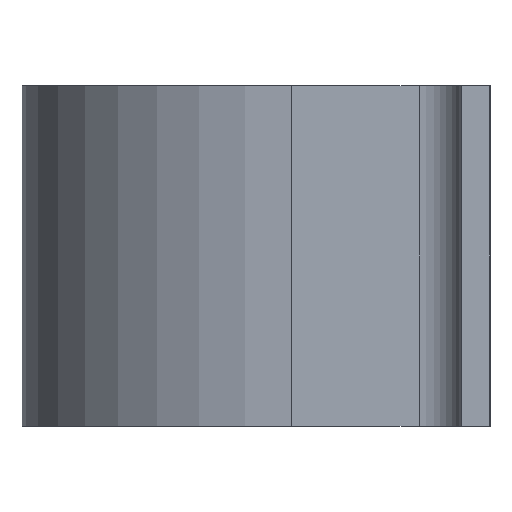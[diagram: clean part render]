
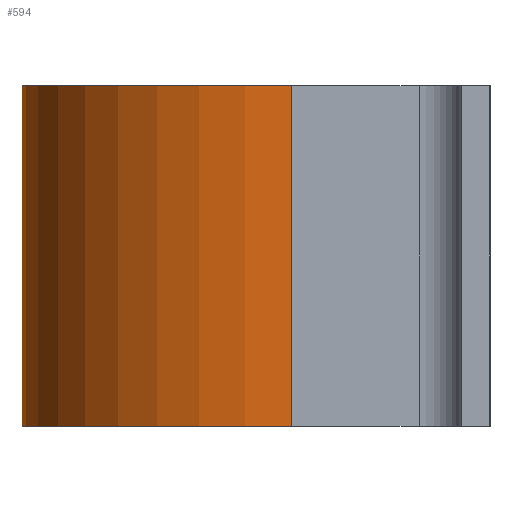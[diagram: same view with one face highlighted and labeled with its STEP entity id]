
A CAD part, left-side view. The second image highlights one B-rep face of the part: STEP entity #594.
In plain terms, the highlighted cylindrical face has radius 9.5 mm (diameter 19 mm), a partial arc.
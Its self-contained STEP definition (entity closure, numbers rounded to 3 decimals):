
#16 = CARTESIAN_POINT ( 'NONE',  ( -9.5, 7., 6. ) ) ;
#22 = CARTESIAN_POINT ( 'NONE',  ( 9.5, 7., 6. ) ) ;
#31 = VERTEX_POINT ( 'NONE', #491 ) ;
#58 = DIRECTION ( 'NONE',  ( 0., 0., -1. ) ) ;
#216 = ORIENTED_EDGE ( 'NONE', *, *, #394, .T. ) ;
#239 = CARTESIAN_POINT ( 'NONE',  ( 0., 7., -6. ) ) ;
#240 = VERTEX_POINT ( 'NONE', #266 ) ;
#253 = DIRECTION ( 'NONE',  ( 0., 0., -1. ) ) ;
#259 = CIRCLE ( 'NONE', #777, 9.5 ) ;
#266 = CARTESIAN_POINT ( 'NONE',  ( -9.5, 7., -6. ) ) ;
#279 = VERTEX_POINT ( 'NONE', #943 ) ;
#284 = CIRCLE ( 'NONE', #675, 9.5 ) ;
#306 = CARTESIAN_POINT ( 'NONE',  ( 0., 7., 6. ) ) ;
#323 = EDGE_CURVE ( 'NONE', #240, #753, #284, .T. ) ;
#326 = DIRECTION ( 'NONE',  ( -1., 0., 0. ) ) ;
#394 = EDGE_CURVE ( 'NONE', #279, #31, #259, .T. ) ;
#422 = CARTESIAN_POINT ( 'NONE',  ( 9.5, 7., -6. ) ) ;
#436 = CYLINDRICAL_SURFACE ( 'NONE', #638, 9.5 ) ;
#437 = VECTOR ( 'NONE', #620, 1000. ) ;
#456 = VECTOR ( 'NONE', #58, 1000. ) ;
#483 = LINE ( 'NONE', #22, #456 ) ;
#491 = CARTESIAN_POINT ( 'NONE',  ( 9.5, 7., 6. ) ) ;
#516 = EDGE_LOOP ( 'NONE', ( #567, #1063, #216, #912 ) ) ;
#535 = EDGE_CURVE ( 'NONE', #31, #753, #483, .T. ) ;
#567 = ORIENTED_EDGE ( 'NONE', *, *, #323, .F. ) ;
#594 = ADVANCED_FACE ( 'NONE', ( #863 ), #436, .T. ) ;
#620 = DIRECTION ( 'NONE',  ( 0., 0., -1. ) ) ;
#621 = DIRECTION ( 'NONE',  ( 0., 0., -1. ) ) ;
#638 = AXIS2_PLACEMENT_3D ( 'NONE', #940, #253, #326 ) ;
#645 = DIRECTION ( 'NONE',  ( 1., 0., 0. ) ) ;
#654 = LINE ( 'NONE', #16, #437 ) ;
#675 = AXIS2_PLACEMENT_3D ( 'NONE', #239, #621, #872 ) ;
#740 = DIRECTION ( 'NONE',  ( 0., 0., -1. ) ) ;
#753 = VERTEX_POINT ( 'NONE', #422 ) ;
#777 = AXIS2_PLACEMENT_3D ( 'NONE', #306, #740, #645 ) ;
#863 = FACE_OUTER_BOUND ( 'NONE', #516, .T. ) ;
#872 = DIRECTION ( 'NONE',  ( 1., 0., 0. ) ) ;
#912 = ORIENTED_EDGE ( 'NONE', *, *, #535, .T. ) ;
#940 = CARTESIAN_POINT ( 'NONE',  ( 0., 7., 6. ) ) ;
#943 = CARTESIAN_POINT ( 'NONE',  ( -9.5, 7., 6. ) ) ;
#959 = EDGE_CURVE ( 'NONE', #279, #240, #654, .T. ) ;
#1063 = ORIENTED_EDGE ( 'NONE', *, *, #959, .F. ) ;
